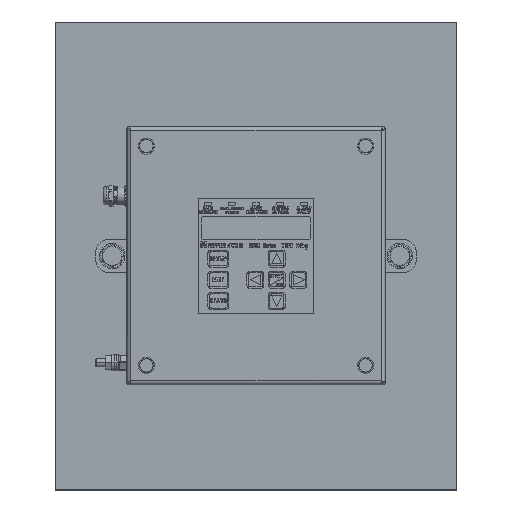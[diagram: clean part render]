
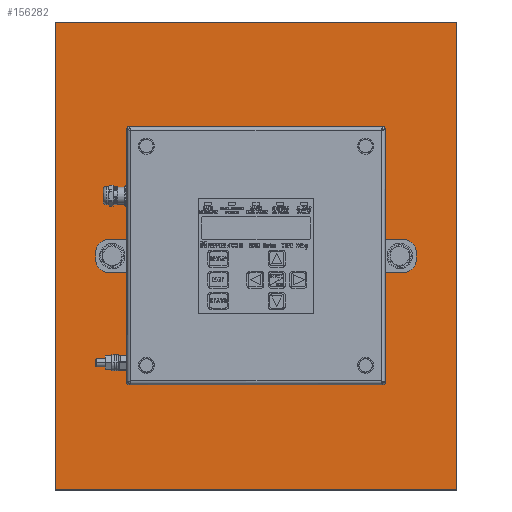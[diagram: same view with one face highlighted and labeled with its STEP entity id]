
A CAD part, top view. The second image highlights one B-rep face of the part: STEP entity #156282.
In plain terms, the highlighted planar face has unit normal (0, 0, 1).
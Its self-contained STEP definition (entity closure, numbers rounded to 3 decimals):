
#156055=DIRECTION('',(-1.,0.,0.));
#156056=VECTOR('',#156055,350.);
#156057=CARTESIAN_POINT('',(175.,150.,6.35));
#156058=LINE('',#156057,#156056);
#156062=DIRECTION('',(0.,1.,0.));
#156063=VECTOR('',#156062,300.);
#156064=CARTESIAN_POINT('',(175.,-150.,6.35));
#156065=LINE('',#156064,#156063);
#156069=DIRECTION('',(1.,0.,0.));
#156070=VECTOR('',#156069,350.);
#156071=CARTESIAN_POINT('',(-175.,-150.,6.35));
#156072=LINE('',#156071,#156070);
#156076=DIRECTION('',(0.,-1.,0.));
#156077=VECTOR('',#156076,300.);
#156078=CARTESIAN_POINT('',(-175.,150.,6.35));
#156079=LINE('',#156078,#156077);
#156083=CARTESIAN_POINT('',(0.,107.5,6.35));
#156084=DIRECTION('',(0.,0.,1.));
#156085=DIRECTION('',(0.,-1.,0.));
#156086=AXIS2_PLACEMENT_3D('',#156083,#156084,#156085);
#156091=CARTESIAN_POINT('',(0.,107.5,6.35));
#156092=DIRECTION('',(0.,0.,1.));
#156093=DIRECTION('',(0.,1.,0.));
#156094=AXIS2_PLACEMENT_3D('',#156091,#156092,#156093);
#156099=CARTESIAN_POINT('',(0.,-107.5,6.35));
#156100=DIRECTION('',(0.,0.,1.));
#156101=DIRECTION('',(0.,-1.,0.));
#156102=AXIS2_PLACEMENT_3D('',#156099,#156100,#156101);
#156107=CARTESIAN_POINT('',(0.,-107.5,6.35));
#156108=DIRECTION('',(0.,0.,1.));
#156109=DIRECTION('',(0.,1.,0.));
#156110=AXIS2_PLACEMENT_3D('',#156107,#156108,#156109);
#156151=CARTESIAN_POINT('',(175.,150.,6.35));
#156152=CARTESIAN_POINT('',(-175.,150.,6.35));
#156153=VERTEX_POINT('',#156151);
#156154=VERTEX_POINT('',#156152);
#156155=CARTESIAN_POINT('',(-175.,-150.,6.35));
#156156=VERTEX_POINT('',#156155);
#156157=CARTESIAN_POINT('',(175.,-150.,6.35));
#156158=VERTEX_POINT('',#156157);
#156167=CARTESIAN_POINT('',(0.,102.35,6.35));
#156168=CARTESIAN_POINT('',(0.,112.65,6.35));
#156169=VERTEX_POINT('',#156167);
#156170=VERTEX_POINT('',#156168);
#156171=CARTESIAN_POINT('',(0.,-112.65,6.35));
#156172=CARTESIAN_POINT('',(0.,-102.35,6.35));
#156173=VERTEX_POINT('',#156171);
#156174=VERTEX_POINT('',#156172);
#156259=CARTESIAN_POINT('',(0.,0.,6.35));
#156260=DIRECTION('',(0.,0.,1.));
#156261=DIRECTION('',(0.,-1.,0.));
#156262=AXIS2_PLACEMENT_3D('',#156259,#156260,#156261);
#156263=PLANE('',#156262);
#156264=ORIENTED_EDGE('',*,*,#156211,.F.);
#156265=ORIENTED_EDGE('',*,*,#156226,.F.);
#156266=ORIENTED_EDGE('',*,*,#156240,.F.);
#156267=ORIENTED_EDGE('',*,*,#156253,.F.);
#156268=EDGE_LOOP('',(#156264,#156265,#156266,#156267));
#156269=FACE_OUTER_BOUND('',#156268,.F.);
#156271=ORIENTED_EDGE('',*,*,#156270,.T.);
#156273=ORIENTED_EDGE('',*,*,#156272,.T.);
#156274=EDGE_LOOP('',(#156271,#156273));
#156275=FACE_BOUND('',#156274,.F.);
#156277=ORIENTED_EDGE('',*,*,#156276,.T.);
#156279=ORIENTED_EDGE('',*,*,#156278,.T.);
#156280=EDGE_LOOP('',(#156277,#156279));
#156281=FACE_BOUND('',#156280,.F.);
#156282=ADVANCED_FACE('',(#156269,#156275,#156281),#156263,.T.);
#156087=CIRCLE('',#156086,5.15);
#156095=CIRCLE('',#156094,5.15);
#156103=CIRCLE('',#156102,5.15);
#156111=CIRCLE('',#156110,5.15);
#156211=EDGE_CURVE('',#156153,#156154,#156058,.T.);
#156226=EDGE_CURVE('',#156158,#156153,#156065,.T.);
#156240=EDGE_CURVE('',#156156,#156158,#156072,.T.);
#156253=EDGE_CURVE('',#156154,#156156,#156079,.T.);
#156270=EDGE_CURVE('',#156169,#156170,#156087,.T.);
#156272=EDGE_CURVE('',#156170,#156169,#156095,.T.);
#156276=EDGE_CURVE('',#156173,#156174,#156103,.T.);
#156278=EDGE_CURVE('',#156174,#156173,#156111,.T.);
